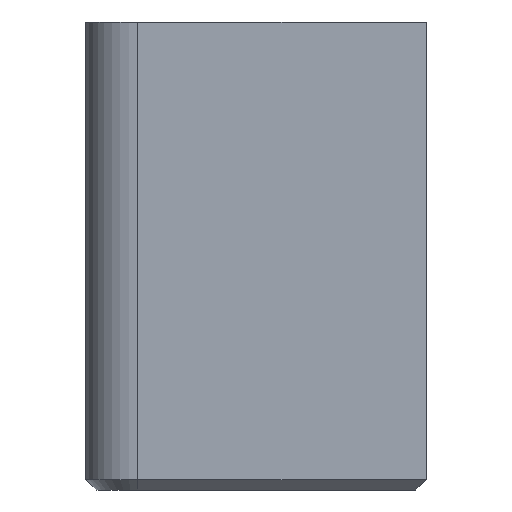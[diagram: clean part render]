
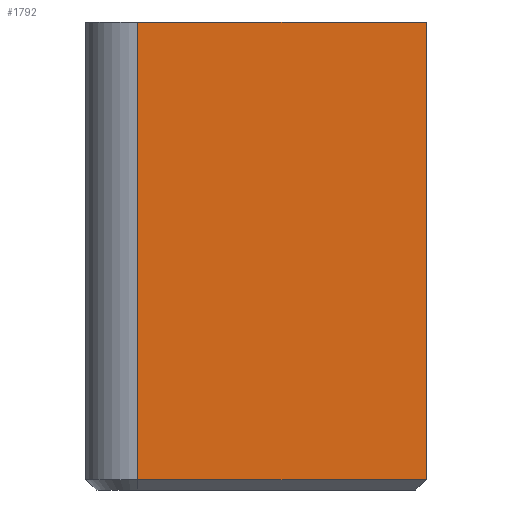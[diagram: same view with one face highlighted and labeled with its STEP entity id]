
A CAD part, left-side view. The second image highlights one B-rep face of the part: STEP entity #1792.
In plain terms, the highlighted planar face has unit normal (-1, 0, 0).
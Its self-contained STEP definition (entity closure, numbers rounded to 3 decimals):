
#158 = PLANE('',#159);
#159 = AXIS2_PLACEMENT_3D('',#160,#161,#162);
#160 = CARTESIAN_POINT('',(-0.9,3.55,0.1));
#161 = DIRECTION('',(0.707,0.,0.707)
  );
#162 = DIRECTION('',(0.,1.,0.));
#775 = VERTEX_POINT('',#776);
#776 = CARTESIAN_POINT('',(-1.,3.55,0.2));
#812 = CYLINDRICAL_SURFACE('',#813,1.);
#813 = AXIS2_PLACEMENT_3D('',#814,#815,#816);
#814 = CARTESIAN_POINT('',(0.,3.55,0.));
#815 = DIRECTION('',(0.,0.,1.));
#816 = DIRECTION('',(-1.,0.,0.));
#884 = VERTEX_POINT('',#885);
#885 = CARTESIAN_POINT('',(-1.,-2.,0.2));
#906 = EDGE_CURVE('',#775,#884,#907,.T.);
#907 = SURFACE_CURVE('',#908,(#912,#919),.PCURVE_S1.);
#908 = LINE('',#909,#910);
#909 = CARTESIAN_POINT('',(-1.,3.55,0.2));
#910 = VECTOR('',#911,1.);
#911 = DIRECTION('',(-0.,-1.,-0.));
#912 = PCURVE('',#158,#913);
#913 = DEFINITIONAL_REPRESENTATION('',(#914),#918);
#914 = LINE('',#915,#916);
#915 = CARTESIAN_POINT('',(-0.,0.141));
#916 = VECTOR('',#917,1.);
#917 = DIRECTION('',(-1.,0.));
#918 = ( GEOMETRIC_REPRESENTATION_CONTEXT(2) 
PARAMETRIC_REPRESENTATION_CONTEXT() REPRESENTATION_CONTEXT('2D SPACE',''
  ) );
#919 = PCURVE('',#920,#925);
#920 = PLANE('',#921);
#921 = AXIS2_PLACEMENT_3D('',#922,#923,#924);
#922 = CARTESIAN_POINT('',(-1.,-2.,0.));
#923 = DIRECTION('',(-1.,0.,0.));
#924 = DIRECTION('',(0.,1.,0.));
#925 = DEFINITIONAL_REPRESENTATION('',(#926),#930);
#926 = LINE('',#927,#928);
#927 = CARTESIAN_POINT('',(5.55,-0.2));
#928 = VECTOR('',#929,1.);
#929 = DIRECTION('',(-1.,0.));
#930 = ( GEOMETRIC_REPRESENTATION_CONTEXT(2) 
PARAMETRIC_REPRESENTATION_CONTEXT() REPRESENTATION_CONTEXT('2D SPACE',''
  ) );
#952 = PLANE('',#953);
#953 = AXIS2_PLACEMENT_3D('',#954,#955,#956);
#954 = CARTESIAN_POINT('',(-1.,-2.,0.));
#955 = DIRECTION('',(0.,1.,0.));
#956 = DIRECTION('',(1.,0.,0.));
#1006 = PLANE('',#1007);
#1007 = AXIS2_PLACEMENT_3D('',#1008,#1009,#1010);
#1008 = CARTESIAN_POINT('',(5.5,1.339,9.));
#1009 = DIRECTION('',(0.,0.,1.));
#1010 = DIRECTION('',(1.,0.,0.));
#1647 = EDGE_CURVE('',#775,#1648,#1650,.T.);
#1648 = VERTEX_POINT('',#1649);
#1649 = CARTESIAN_POINT('',(-1.,3.55,9.));
#1650 = SURFACE_CURVE('',#1651,(#1655,#1662),.PCURVE_S1.);
#1651 = LINE('',#1652,#1653);
#1652 = CARTESIAN_POINT('',(-1.,3.55,0.));
#1653 = VECTOR('',#1654,1.);
#1654 = DIRECTION('',(0.,0.,1.));
#1655 = PCURVE('',#812,#1656);
#1656 = DEFINITIONAL_REPRESENTATION('',(#1657),#1661);
#1657 = LINE('',#1658,#1659);
#1658 = CARTESIAN_POINT('',(-0.,0.));
#1659 = VECTOR('',#1660,1.);
#1660 = DIRECTION('',(-0.,1.));
#1661 = ( GEOMETRIC_REPRESENTATION_CONTEXT(2) 
PARAMETRIC_REPRESENTATION_CONTEXT() REPRESENTATION_CONTEXT('2D SPACE',''
  ) );
#1662 = PCURVE('',#920,#1663);
#1663 = DEFINITIONAL_REPRESENTATION('',(#1664),#1668);
#1664 = LINE('',#1665,#1666);
#1665 = CARTESIAN_POINT('',(5.55,0.));
#1666 = VECTOR('',#1667,1.);
#1667 = DIRECTION('',(0.,-1.));
#1668 = ( GEOMETRIC_REPRESENTATION_CONTEXT(2) 
PARAMETRIC_REPRESENTATION_CONTEXT() REPRESENTATION_CONTEXT('2D SPACE',''
  ) );
#1792 = ADVANCED_FACE('',(#1793),#920,.T.);
#1793 = FACE_BOUND('',#1794,.T.);
#1794 = EDGE_LOOP('',(#1795,#1796,#1797,#1820));
#1795 = ORIENTED_EDGE('',*,*,#1647,.F.);
#1796 = ORIENTED_EDGE('',*,*,#906,.T.);
#1797 = ORIENTED_EDGE('',*,*,#1798,.T.);
#1798 = EDGE_CURVE('',#884,#1799,#1801,.T.);
#1799 = VERTEX_POINT('',#1800);
#1800 = CARTESIAN_POINT('',(-1.,-2.,9.));
#1801 = SURFACE_CURVE('',#1802,(#1806,#1813),.PCURVE_S1.);
#1802 = LINE('',#1803,#1804);
#1803 = CARTESIAN_POINT('',(-1.,-2.,0.));
#1804 = VECTOR('',#1805,1.);
#1805 = DIRECTION('',(0.,0.,1.));
#1806 = PCURVE('',#920,#1807);
#1807 = DEFINITIONAL_REPRESENTATION('',(#1808),#1812);
#1808 = LINE('',#1809,#1810);
#1809 = CARTESIAN_POINT('',(0.,0.));
#1810 = VECTOR('',#1811,1.);
#1811 = DIRECTION('',(0.,-1.));
#1812 = ( GEOMETRIC_REPRESENTATION_CONTEXT(2) 
PARAMETRIC_REPRESENTATION_CONTEXT() REPRESENTATION_CONTEXT('2D SPACE',''
  ) );
#1813 = PCURVE('',#952,#1814);
#1814 = DEFINITIONAL_REPRESENTATION('',(#1815),#1819);
#1815 = LINE('',#1816,#1817);
#1816 = CARTESIAN_POINT('',(0.,0.));
#1817 = VECTOR('',#1818,1.);
#1818 = DIRECTION('',(0.,-1.));
#1819 = ( GEOMETRIC_REPRESENTATION_CONTEXT(2) 
PARAMETRIC_REPRESENTATION_CONTEXT() REPRESENTATION_CONTEXT('2D SPACE',''
  ) );
#1820 = ORIENTED_EDGE('',*,*,#1821,.T.);
#1821 = EDGE_CURVE('',#1799,#1648,#1822,.T.);
#1822 = SURFACE_CURVE('',#1823,(#1827,#1834),.PCURVE_S1.);
#1823 = LINE('',#1824,#1825);
#1824 = CARTESIAN_POINT('',(-1.,-2.,9.));
#1825 = VECTOR('',#1826,1.);
#1826 = DIRECTION('',(0.,1.,0.));
#1827 = PCURVE('',#920,#1828);
#1828 = DEFINITIONAL_REPRESENTATION('',(#1829),#1833);
#1829 = LINE('',#1830,#1831);
#1830 = CARTESIAN_POINT('',(0.,-9.));
#1831 = VECTOR('',#1832,1.);
#1832 = DIRECTION('',(1.,0.));
#1833 = ( GEOMETRIC_REPRESENTATION_CONTEXT(2) 
PARAMETRIC_REPRESENTATION_CONTEXT() REPRESENTATION_CONTEXT('2D SPACE',''
  ) );
#1834 = PCURVE('',#1006,#1835);
#1835 = DEFINITIONAL_REPRESENTATION('',(#1836),#1840);
#1836 = LINE('',#1837,#1838);
#1837 = CARTESIAN_POINT('',(-6.5,-3.339));
#1838 = VECTOR('',#1839,1.);
#1839 = DIRECTION('',(0.,1.));
#1840 = ( GEOMETRIC_REPRESENTATION_CONTEXT(2) 
PARAMETRIC_REPRESENTATION_CONTEXT() REPRESENTATION_CONTEXT('2D SPACE',''
  ) );
